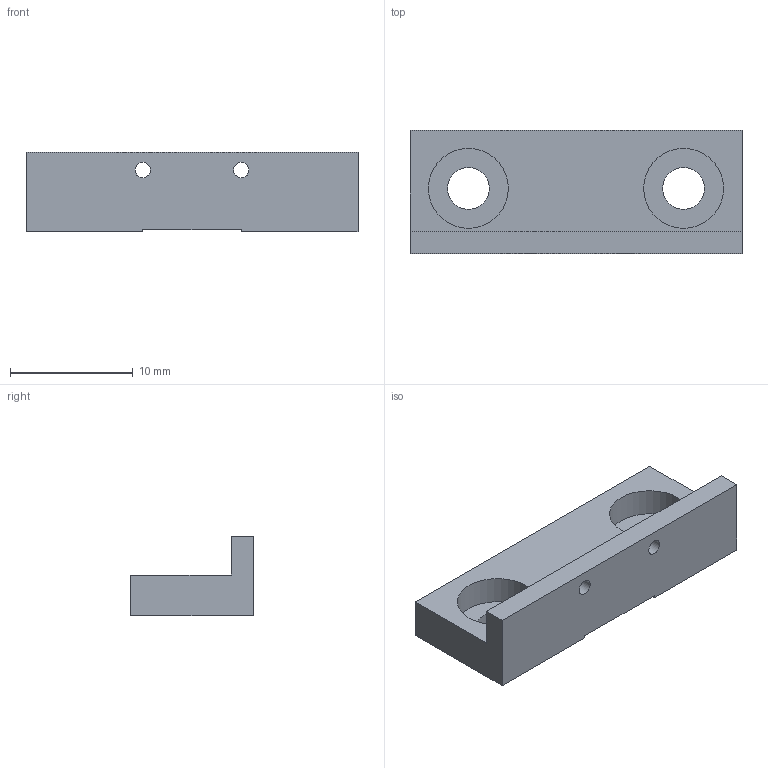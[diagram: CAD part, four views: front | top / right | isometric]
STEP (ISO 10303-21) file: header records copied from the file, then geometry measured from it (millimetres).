
FILE_DESCRIPTION(/* description */ (''),/* implementation_level */ '2;1');
FILE_NAME(/* name */ 'optira encoder mounting adapter - LBX-40C.stp',/* time_stamp */ '2020-11-25T20:50:56-08:00',/* author */ ('hongquanli'),/* organization */ (''),/* preprocessor_version */ 'ST-DEVELOPER v18',/* originating_system */ 'Autodesk Inventor 2020',/* authorisation */ '');
FILE_SCHEMA (('AUTOMOTIVE_DESIGN { 1 0 10303 214 3 1 1 }'));
Length unit declared in the file: millimetre
Products named in the file (1): optira encoder mounting adapter - LBX-40C
Bounding box: 27 x 10 x 6.5 mm (x, y, z)
Volume: 861.4 mm3; surface area: 1058.7 mm2
Topology: 1 solids, 1 shells, 20 faces, 54 edges, 38 vertices
Faces by surface type: plane 14, cylinder 6
Full cylindrical faces by diameter (mm): 1.25 x2, 3.4 x2, 6.5 x2
Entity records: 701 total; most frequent: DIRECTION 114, CARTESIAN_POINT 113, ORIENTED_EDGE 108, EDGE_CURVE 54, AXIS2_PLACEMENT_3D 39, VERTEX_POINT 38, LINE 36, VECTOR 36
